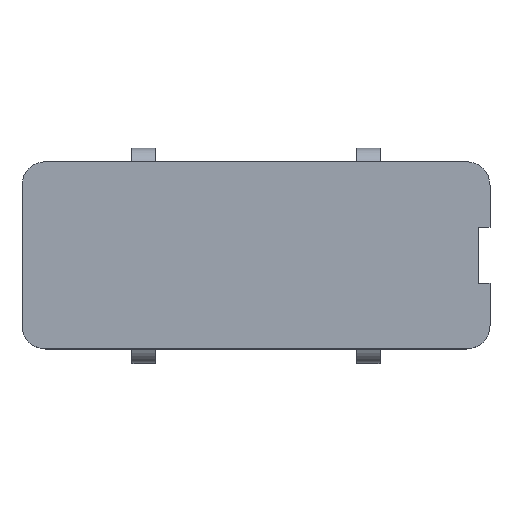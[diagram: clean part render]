
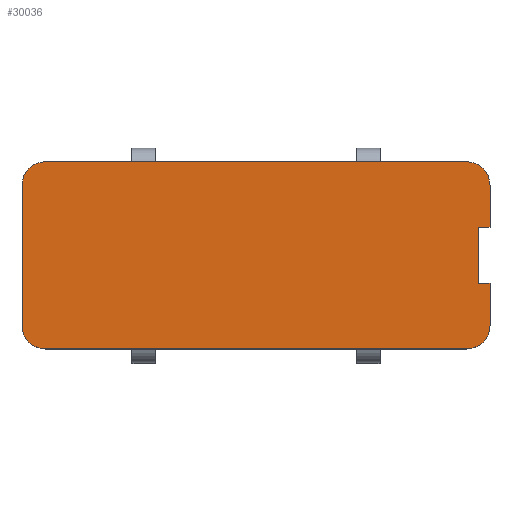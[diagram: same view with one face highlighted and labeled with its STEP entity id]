
A CAD part, top view. The second image highlights one B-rep face of the part: STEP entity #30036.
In plain terms, the highlighted face is planar.
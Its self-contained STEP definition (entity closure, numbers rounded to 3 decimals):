
#28715=DIRECTION('',(1.,0.,0.));
#28716=VECTOR('',#28715,0.25);
#28717=CARTESIAN_POINT('',(4.75,1.,-0.6));
#28718=LINE('',#28717,#28716);
#28727=DIRECTION('',(0.,0.,-1.));
#28728=VECTOR('',#28727,1.2);
#28729=CARTESIAN_POINT('',(4.75,1.,0.6));
#28730=LINE('',#28729,#28728);
#28731=DIRECTION('',(1.,0.,0.));
#28732=VECTOR('',#28731,0.25);
#28733=CARTESIAN_POINT('',(4.75,1.,0.6));
#28734=LINE('',#28733,#28732);
#28735=DIRECTION('',(0.,0.,1.));
#28736=VECTOR('',#28735,0.9);
#28737=CARTESIAN_POINT('',(5.,1.,0.6));
#28738=LINE('',#28737,#28736);
#28739=CARTESIAN_POINT('',(4.5,1.,1.5));
#28740=DIRECTION('',(0.,-1.,0.));
#28741=DIRECTION('',(1.,0.,0.));
#28742=AXIS2_PLACEMENT_3D('',#28739,#28740,#28741);
#28744=DIRECTION('',(-1.,0.,0.));
#28745=VECTOR('',#28744,9.);
#28746=CARTESIAN_POINT('',(4.5,1.,2.));
#28747=LINE('',#28746,#28745);
#28748=CARTESIAN_POINT('',(-4.5,1.,1.5));
#28749=DIRECTION('',(0.,-1.,0.));
#28750=DIRECTION('',(0.,0.,1.));
#28751=AXIS2_PLACEMENT_3D('',#28748,#28749,#28750);
#28753=DIRECTION('',(0.,0.,-1.));
#28754=VECTOR('',#28753,3.);
#28755=CARTESIAN_POINT('',(-5.,1.,1.5));
#28756=LINE('',#28755,#28754);
#28757=CARTESIAN_POINT('',(-4.5,1.,-1.5));
#28758=DIRECTION('',(0.,-1.,0.));
#28759=DIRECTION('',(-1.,0.,0.));
#28760=AXIS2_PLACEMENT_3D('',#28757,#28758,#28759);
#28762=DIRECTION('',(1.,0.,0.));
#28763=VECTOR('',#28762,9.);
#28764=CARTESIAN_POINT('',(-4.5,1.,-2.));
#28765=LINE('',#28764,#28763);
#28766=CARTESIAN_POINT('',(4.5,1.,-1.5));
#28767=DIRECTION('',(0.,-1.,0.));
#28768=DIRECTION('',(0.,0.,-1.));
#28769=AXIS2_PLACEMENT_3D('',#28766,#28767,#28768);
#28771=DIRECTION('',(0.,0.,1.));
#28772=VECTOR('',#28771,0.9);
#28773=CARTESIAN_POINT('',(5.,1.,-1.5));
#28774=LINE('',#28773,#28772);
#29547=CARTESIAN_POINT('',(5.,1.,0.6));
#29548=VERTEX_POINT('',#29547);
#29549=CARTESIAN_POINT('',(4.75,1.,0.6));
#29550=VERTEX_POINT('',#29549);
#29551=CARTESIAN_POINT('',(5.,1.,1.5));
#29552=VERTEX_POINT('',#29551);
#29553=CARTESIAN_POINT('',(4.5,1.,2.));
#29554=VERTEX_POINT('',#29553);
#29555=CARTESIAN_POINT('',(-4.5,1.,2.));
#29556=VERTEX_POINT('',#29555);
#29557=CARTESIAN_POINT('',(-5.,1.,1.5));
#29558=VERTEX_POINT('',#29557);
#29559=CARTESIAN_POINT('',(-5.,1.,-1.5));
#29560=VERTEX_POINT('',#29559);
#29561=CARTESIAN_POINT('',(-4.5,1.,-2.));
#29562=VERTEX_POINT('',#29561);
#29563=CARTESIAN_POINT('',(4.5,1.,-2.));
#29564=VERTEX_POINT('',#29563);
#29565=CARTESIAN_POINT('',(5.,1.,-1.5));
#29566=VERTEX_POINT('',#29565);
#29567=CARTESIAN_POINT('',(5.,1.,-0.6));
#29568=VERTEX_POINT('',#29567);
#29569=CARTESIAN_POINT('',(4.75,1.,-0.6));
#29570=VERTEX_POINT('',#29569);
#30017=CARTESIAN_POINT('',(0.,1.,0.));
#30018=DIRECTION('',(0.,1.,0.));
#30019=DIRECTION('',(1.,0.,0.));
#30020=AXIS2_PLACEMENT_3D('',#30017,#30018,#30019);
#30021=PLANE('',#30020);
#30022=ORIENTED_EDGE('',*,*,#29857,.T.);
#30023=ORIENTED_EDGE('',*,*,#29873,.T.);
#30024=ORIENTED_EDGE('',*,*,#29886,.T.);
#30025=ORIENTED_EDGE('',*,*,#29899,.T.);
#30026=ORIENTED_EDGE('',*,*,#29914,.T.);
#30027=ORIENTED_EDGE('',*,*,#29927,.T.);
#30028=ORIENTED_EDGE('',*,*,#29942,.T.);
#30029=ORIENTED_EDGE('',*,*,#29957,.T.);
#30030=ORIENTED_EDGE('',*,*,#29970,.T.);
#30031=ORIENTED_EDGE('',*,*,#29983,.T.);
#30032=ORIENTED_EDGE('',*,*,#29998,.F.);
#30033=ORIENTED_EDGE('',*,*,#30011,.F.);
#30034=EDGE_LOOP('',(#30022,#30023,#30024,#30025,#30026,#30027,#30028,#30029,
#30030,#30031,#30032,#30033));
#30035=FACE_OUTER_BOUND('',#30034,.F.);
#28743=CIRCLE('',#28742,0.5);
#28752=CIRCLE('',#28751,0.5);
#28761=CIRCLE('',#28760,0.5);
#28770=CIRCLE('',#28769,0.5);
#29857=EDGE_CURVE('',#29550,#29548,#28734,.T.);
#29873=EDGE_CURVE('',#29548,#29552,#28738,.T.);
#29886=EDGE_CURVE('',#29552,#29554,#28743,.T.);
#29899=EDGE_CURVE('',#29554,#29556,#28747,.T.);
#29914=EDGE_CURVE('',#29556,#29558,#28752,.T.);
#29927=EDGE_CURVE('',#29558,#29560,#28756,.T.);
#29942=EDGE_CURVE('',#29560,#29562,#28761,.T.);
#29957=EDGE_CURVE('',#29562,#29564,#28765,.T.);
#29970=EDGE_CURVE('',#29564,#29566,#28770,.T.);
#29983=EDGE_CURVE('',#29566,#29568,#28774,.T.);
#29998=EDGE_CURVE('',#29570,#29568,#28718,.T.);
#30011=EDGE_CURVE('',#29550,#29570,#28730,.T.);
#30036=ADVANCED_FACE('',(#30035),#30021,.T.);
